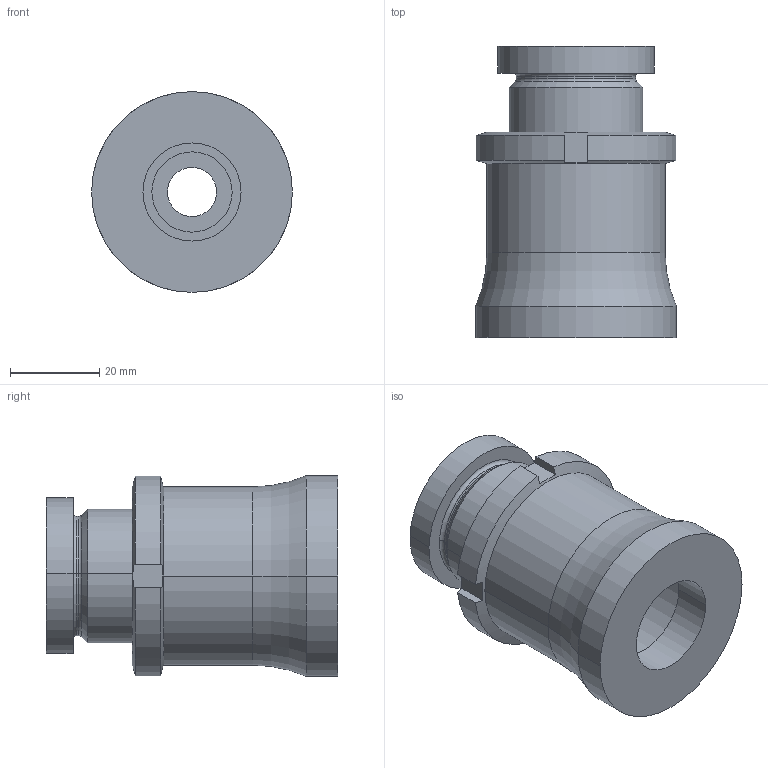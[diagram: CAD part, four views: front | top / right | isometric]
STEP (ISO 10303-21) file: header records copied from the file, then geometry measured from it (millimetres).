
FILE_DESCRIPTION (( 'STEP AP214' ), '1' );
FILE_NAME ('VF 30-0 AF1.STEP', '2015-08-18T13:24:57', ( '' ), ( '' ), 'SwSTEP 2.0', 'SolidWorks 2015', '' );
FILE_SCHEMA (( 'AUTOMOTIVE_DESIGN' ));
Length unit declared in the file: millimetre
Products named in the file (3): VF 30 2-0 A1; VF 30 1-0 A1; VF 30-0 AF1
Assembly tree (2 placements, depth 2):
  VF 30-0 AF1
    VF 30 2-0 A1
    VF 30 1-0 A1
Bounding box: 45 x 65.26 x 45 mm (x, y, z)
Volume: 59679.7 mm3; surface area: 21517.7 mm2
Topology: 2 solids, 2 shells, 66 faces, 154 edges, 96 vertices
Faces by surface type: cylinder 27, plane 23, torus 8, cone 8
Entity records: 2126 total; most frequent: CARTESIAN_POINT 453, DIRECTION 338, ORIENTED_EDGE 308, EDGE_CURVE 154, AXIS2_PLACEMENT_3D 141, VERTEX_POINT 96, EDGE_LOOP 74, CIRCLE 70
